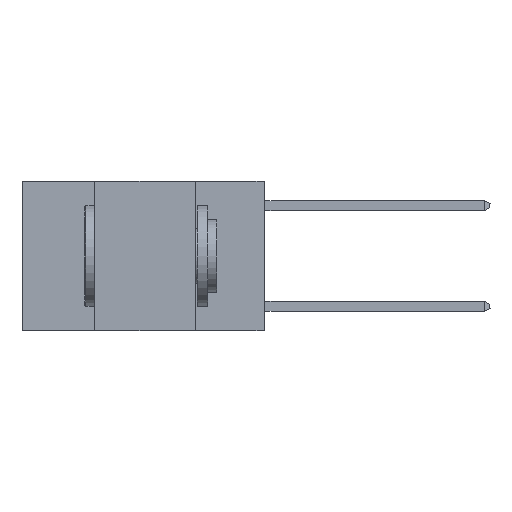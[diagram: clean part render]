
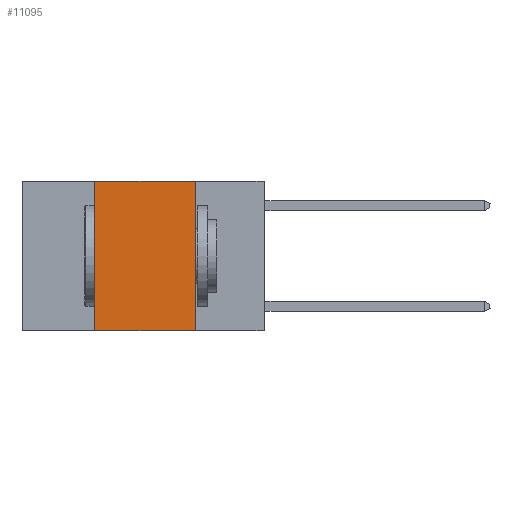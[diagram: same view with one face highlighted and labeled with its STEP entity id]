
A CAD part, left-side view. The second image highlights one B-rep face of the part: STEP entity #11095.
In plain terms, the highlighted planar face has unit normal (-1, 0, 0).
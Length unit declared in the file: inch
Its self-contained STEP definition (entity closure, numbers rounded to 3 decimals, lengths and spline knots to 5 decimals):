
#77 = EDGE_CURVE ( 'NONE', #8472, #1589, #9180, .T. ) ;
#934 = DIRECTION ( 'NONE',  ( 0., -1., 0. ) ) ;
#1589 = VERTEX_POINT ( 'NONE', #12203 ) ;
#1687 = DIRECTION ( 'NONE',  ( 0., 0., -1. ) ) ;
#3005 = LINE ( 'NONE', #10751, #4310 ) ;
#3478 = PLANE ( 'NONE',  #3504 ) ;
#3504 = AXIS2_PLACEMENT_3D ( 'NONE', #8716, #16586, #1687 ) ;
#4310 = VECTOR ( 'NONE', #19559, 39.37008 ) ;
#4846 = VERTEX_POINT ( 'NONE', #5329 ) ;
#5218 = VERTEX_POINT ( 'NONE', #16595 ) ;
#5329 = CARTESIAN_POINT ( 'NONE',  ( 0., 0.17, -0.37 ) ) ;
#7161 = CARTESIAN_POINT ( 'NONE',  ( 0., 0.6, -0.37 ) ) ;
#8198 = ORIENTED_EDGE ( 'NONE', *, *, #19855, .F. ) ;
#8472 = VERTEX_POINT ( 'NONE', #9057 ) ;
#8716 = CARTESIAN_POINT ( 'NONE',  ( 0., 0.6, 0. ) ) ;
#9057 = CARTESIAN_POINT ( 'NONE',  ( 0., 0.42, 0. ) ) ;
#9180 = LINE ( 'NONE', #15150, #14448 ) ;
#9356 = CARTESIAN_POINT ( 'NONE',  ( 0., 0.42, 0. ) ) ;
#10751 = CARTESIAN_POINT ( 'NONE',  ( 0., 0.17, 0. ) ) ;
#11095 = ADVANCED_FACE ( 'NONE', ( #12642 ), #3478, .F. ) ;
#11186 = EDGE_CURVE ( 'NONE', #1589, #4846, #3005, .T. ) ;
#11633 = DIRECTION ( 'NONE',  ( 0., 0., 1. ) ) ;
#12203 = CARTESIAN_POINT ( 'NONE',  ( 0., 0.17, 0. ) ) ;
#12642 = FACE_OUTER_BOUND ( 'NONE', #17036, .T. ) ;
#13423 = ORIENTED_EDGE ( 'NONE', *, *, #11186, .F. ) ;
#14448 = VECTOR ( 'NONE', #20689, 39.37008 ) ;
#15150 = CARTESIAN_POINT ( 'NONE',  ( 0., 0.6, 0. ) ) ;
#15190 = ORIENTED_EDGE ( 'NONE', *, *, #15651, .T. ) ;
#15651 = EDGE_CURVE ( 'NONE', #5218, #4846, #24267, .T. ) ;
#15757 = VECTOR ( 'NONE', #934, 39.37008 ) ;
#16586 = DIRECTION ( 'NONE',  ( 1., 0., 0. ) ) ;
#16587 = ORIENTED_EDGE ( 'NONE', *, *, #77, .F. ) ;
#16595 = CARTESIAN_POINT ( 'NONE',  ( 0., 0.42, -0.37 ) ) ;
#17036 = EDGE_LOOP ( 'NONE', ( #13423, #16587, #8198, #15190 ) ) ;
#18985 = LINE ( 'NONE', #9356, #19092 ) ;
#19092 = VECTOR ( 'NONE', #11633, 39.37008 ) ;
#19559 = DIRECTION ( 'NONE',  ( 0., 0., -1. ) ) ;
#19855 = EDGE_CURVE ( 'NONE', #5218, #8472, #18985, .T. ) ;
#20689 = DIRECTION ( 'NONE',  ( 0., -1., 0. ) ) ;
#24267 = LINE ( 'NONE', #7161, #15757 ) ;
